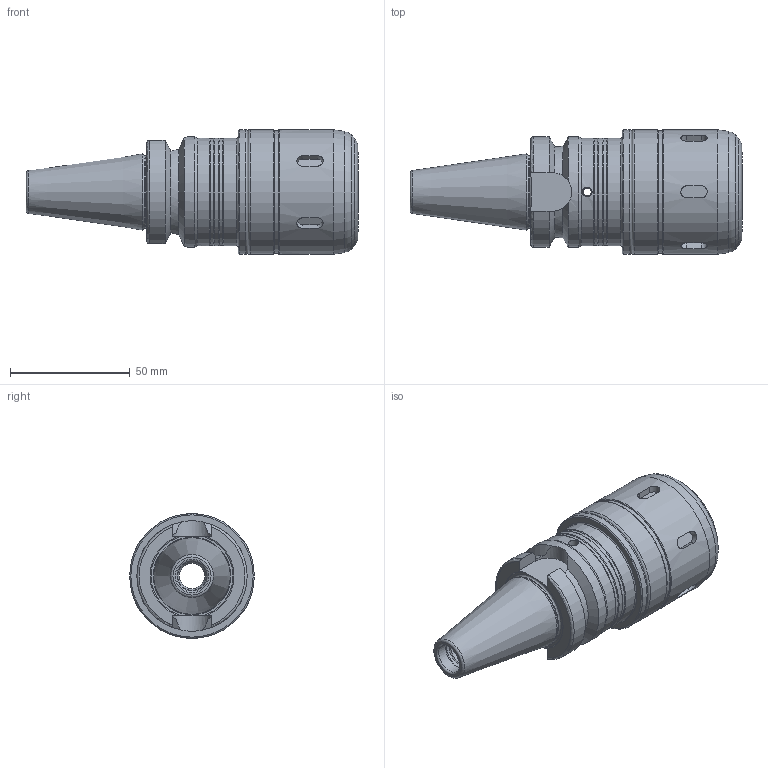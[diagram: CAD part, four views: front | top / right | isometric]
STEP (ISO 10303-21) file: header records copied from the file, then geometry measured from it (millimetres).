
FILE_DESCRIPTION((''),'2;1');
FILE_NAME('314040120090-3D.stp','2020-03-27T15:10:43',('nttooll'),(''),'Autodesk Inventor 2012','Autodesk Inventor 2012','');
FILE_SCHEMA(('AUTOMOTIVE_DESIGN { 1 0 10303 214 1 1 1 1 }'));
Length unit declared in the file: millimetre
Products named in the file (1): 314040120090-3D
Bounding box: 138.4 x 52 x 52 mm (x, y, z)
Volume: 152030.2 mm3; surface area: 30238.9 mm2
Topology: 1 solids, 1 shells, 119 faces, 266 edges, 165 vertices
Faces by surface type: cylinder 43, plane 38, cone 23, torus 15
Full cylindrical faces by diameter (mm): 3.4 x2, 4 x2, 10.5 x1, 11.2 x1, 12 x2, 12.5 x1, 12.9 x1, 20 x1, 20.2 x1, 20.5 x1, 30.8 x1, 43 x1, 44.6 x2, 45 x3, 46 x1, 51 x1, 52 x3
Entity records: 3364 total; most frequent: CARTESIAN_POINT 944, DIRECTION 498, ORIENTED_EDGE 412, AXIS2_PLACEMENT_3D 214, EDGE_CURVE 206, EDGE_LOOP 196, VERTEX_POINT 160, FACE_OUTER_BOUND 119
